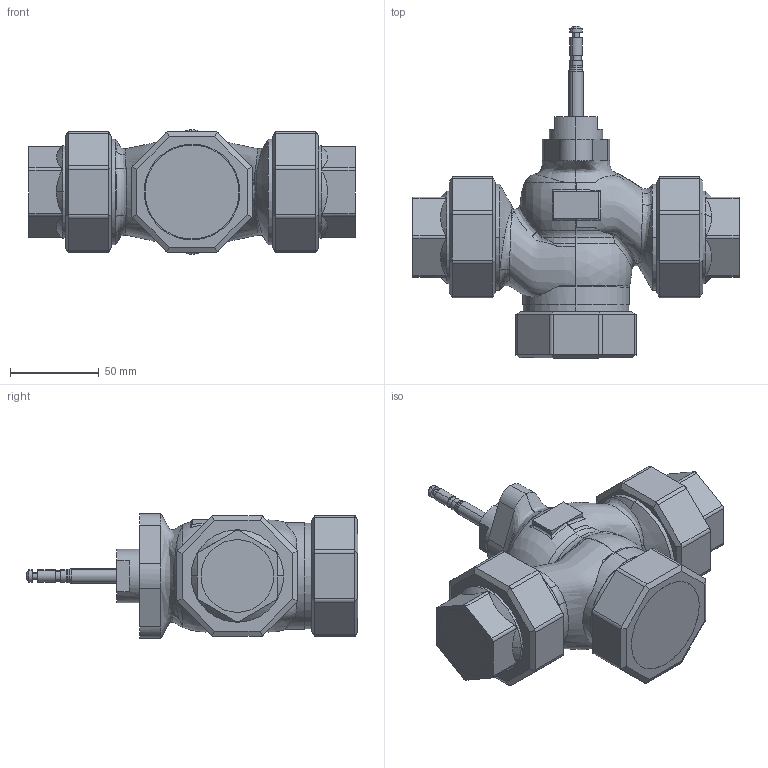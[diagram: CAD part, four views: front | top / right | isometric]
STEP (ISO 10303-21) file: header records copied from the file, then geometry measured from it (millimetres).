
FILE_DESCRIPTION (( 'STEP AP203' ), '1' );
FILE_NAME ('216RA_DN32_DEF.STEP', '2012-02-14T08:25:34', ( 'test' ), ( '' ), 'SwSTEP 2.0', 'SolidWorks 2011', '' );
FILE_SCHEMA (( 'CONFIG_CONTROL_DESIGN' ));
Products named in the file (1): 216RA_DN32_DEF
Bounding box: 184.1 x 187.23 x 70.21 mm (x, y, z)
Volume: 651338.4 mm3; surface area: 81051.7 mm2
Topology: 1 solids, 6 shells, 295 faces, 775 edges, 500 vertices
Faces by surface type: plane 131, cylinder 80, bspline 33, cone 24, torus 18, sphere 9
Entity records: 135470 total; most frequent: CARTESIAN_POINT 128731, ORIENTED_EDGE 1542, DIRECTION 1218, EDGE_CURVE 771, VERTEX_POINT 500, AXIS2_PLACEMENT_3D 451, VECTOR 316, LINE 316
